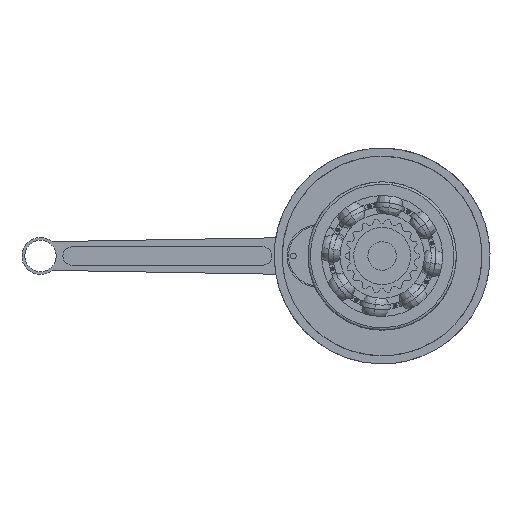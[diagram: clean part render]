
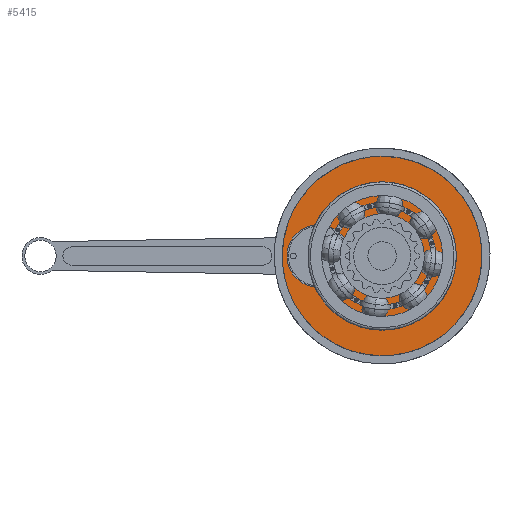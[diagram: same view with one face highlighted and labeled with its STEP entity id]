
A CAD part, left-side view. The second image highlights one B-rep face of the part: STEP entity #5415.
In plain terms, the highlighted free-form (B-spline) face has degree [1, 1] with [2, 2] control points.
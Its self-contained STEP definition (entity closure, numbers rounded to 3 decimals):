
#256 = VERTEX_POINT('',#257);
#257 = CARTESIAN_POINT('',(11.202,81.049,
    186.62));
#262 = EDGE_CURVE('',#263,#256,#265,.T.);
#263 = VERTEX_POINT('',#264);
#264 = CARTESIAN_POINT('',(11.202,81.049,
    162.373));
#265 = ( BOUNDED_CURVE() B_SPLINE_CURVE(2,(#266,#267,#268,#269,#270),
.UNSPECIFIED.,.F.,.F.) B_SPLINE_CURVE_WITH_KNOTS((3,2,3),(3.142,
4.712,6.283),.PIECEWISE_BEZIER_KNOTS.) CURVE() 
GEOMETRIC_REPRESENTATION_ITEM() RATIONAL_B_SPLINE_CURVE((1.,
0.707,1.,0.707,1.)) REPRESENTATION_ITEM('') );
#266 = CARTESIAN_POINT('',(11.202,81.049,
    162.373));
#267 = CARTESIAN_POINT('',(11.202,68.925,
    162.373));
#268 = CARTESIAN_POINT('',(11.202,68.925,
    174.497));
#269 = CARTESIAN_POINT('',(11.202,68.925,
    186.62));
#270 = CARTESIAN_POINT('',(11.202,81.049,
    186.62));
#301 = EDGE_CURVE('',#302,#304,#306,.T.);
#302 = VERTEX_POINT('',#303);
#303 = CARTESIAN_POINT('',(11.202,56.427,
    135.922));
#304 = VERTEX_POINT('',#305);
#305 = CARTESIAN_POINT('',(11.202,56.427,
    213.071));
#306 = ( BOUNDED_CURVE() B_SPLINE_CURVE(2,(#307,#308,#309,#310,#311),
.UNSPECIFIED.,.F.,.F.) B_SPLINE_CURVE_WITH_KNOTS((3,2,3),(0.,
1.571,3.142),.PIECEWISE_BEZIER_KNOTS.) CURVE() 
GEOMETRIC_REPRESENTATION_ITEM() RATIONAL_B_SPLINE_CURVE((1.,
0.707,1.,0.707,1.)) REPRESENTATION_ITEM('') );
#307 = CARTESIAN_POINT('',(11.202,56.427,
    135.922));
#308 = CARTESIAN_POINT('',(11.202,95.002,
    135.922));
#309 = CARTESIAN_POINT('',(11.202,95.002,
    174.497));
#310 = CARTESIAN_POINT('',(11.202,95.002,
    213.071));
#311 = CARTESIAN_POINT('',(11.202,56.427,
    213.071));
#1340 = VERTEX_POINT('',#1341);
#1341 = CARTESIAN_POINT('',(11.202,56.427,
    185.518));
#1346 = EDGE_CURVE('',#1347,#1340,#1349,.T.);
#1347 = VERTEX_POINT('',#1348);
#1348 = CARTESIAN_POINT('',(11.202,56.427,
    163.475));
#1349 = ( BOUNDED_CURVE() B_SPLINE_CURVE(2,(#1350,#1351,#1352,#1353,
#1354),.UNSPECIFIED.,.F.,.F.) B_SPLINE_CURVE_WITH_KNOTS((3,2,3),(
    3.142,4.712,6.283),
.PIECEWISE_BEZIER_KNOTS.) CURVE() GEOMETRIC_REPRESENTATION_ITEM() 
RATIONAL_B_SPLINE_CURVE((1.,0.707,1.,0.707,1.)) 
REPRESENTATION_ITEM('') );
#1350 = CARTESIAN_POINT('',(11.202,56.427,
    163.475));
#1351 = CARTESIAN_POINT('',(11.202,67.449,
    163.475));
#1352 = CARTESIAN_POINT('',(11.202,67.449,
    174.497));
#1353 = CARTESIAN_POINT('',(11.202,67.449,
    185.518));
#1354 = CARTESIAN_POINT('',(11.202,56.427,
    185.518));
#1385 = EDGE_CURVE('',#1340,#1347,#1386,.T.);
#1386 = ( BOUNDED_CURVE() B_SPLINE_CURVE(2,(#1387,#1388,#1389,#1390,
#1391),.UNSPECIFIED.,.F.,.F.) B_SPLINE_CURVE_WITH_KNOTS((3,2,3),(0.,
1.571,3.142),.PIECEWISE_BEZIER_KNOTS.) CURVE() 
GEOMETRIC_REPRESENTATION_ITEM() RATIONAL_B_SPLINE_CURVE((1.,
0.707,1.,0.707,1.)) REPRESENTATION_ITEM('') );
#1387 = CARTESIAN_POINT('',(11.202,56.427,
    185.518));
#1388 = CARTESIAN_POINT('',(11.202,45.406,
    185.518));
#1389 = CARTESIAN_POINT('',(11.202,45.406,
    174.497));
#1390 = CARTESIAN_POINT('',(11.202,45.406,
    163.475));
#1391 = CARTESIAN_POINT('',(11.202,56.427,
    163.475));
#5395 = EDGE_CURVE('',#304,#302,#5396,.T.);
#5396 = ( BOUNDED_CURVE() B_SPLINE_CURVE(2,(#5397,#5398,#5399,#5400,
#5401),.UNSPECIFIED.,.F.,.F.) B_SPLINE_CURVE_WITH_KNOTS((3,2,3),(
    3.142,4.712,6.283),
.PIECEWISE_BEZIER_KNOTS.) CURVE() GEOMETRIC_REPRESENTATION_ITEM() 
RATIONAL_B_SPLINE_CURVE((1.,0.707,1.,0.707,1.)) 
REPRESENTATION_ITEM('') );
#5397 = CARTESIAN_POINT('',(11.202,56.427,
    213.071));
#5398 = CARTESIAN_POINT('',(11.202,17.852,
    213.071));
#5399 = CARTESIAN_POINT('',(11.202,17.852,
    174.497));
#5400 = CARTESIAN_POINT('',(11.202,17.852,
    135.922));
#5401 = CARTESIAN_POINT('',(11.202,56.427,
    135.922));
#5415 = ADVANCED_FACE('',(#5416,#5427,#5431),#5435,.T.);
#5416 = FACE_BOUND('',#5417,.T.);
#5417 = EDGE_LOOP('',(#5418,#5426));
#5418 = ORIENTED_EDGE('',*,*,#5419,.F.);
#5419 = EDGE_CURVE('',#256,#263,#5420,.T.);
#5420 = ( BOUNDED_CURVE() B_SPLINE_CURVE(2,(#5421,#5422,#5423,#5424,
#5425),.UNSPECIFIED.,.F.,.F.) B_SPLINE_CURVE_WITH_KNOTS((3,2,3),(0.,
1.571,3.142),.PIECEWISE_BEZIER_KNOTS.) CURVE() 
GEOMETRIC_REPRESENTATION_ITEM() RATIONAL_B_SPLINE_CURVE((1.,
0.707,1.,0.707,1.)) REPRESENTATION_ITEM('') );
#5421 = CARTESIAN_POINT('',(11.202,81.049,
    186.62));
#5422 = CARTESIAN_POINT('',(11.202,93.172,
    186.62));
#5423 = CARTESIAN_POINT('',(11.202,93.172,
    174.497));
#5424 = CARTESIAN_POINT('',(11.202,93.172,
    162.373));
#5425 = CARTESIAN_POINT('',(11.202,81.049,
    162.373));
#5426 = ORIENTED_EDGE('',*,*,#262,.F.);
#5427 = FACE_BOUND('',#5428,.T.);
#5428 = EDGE_LOOP('',(#5429,#5430));
#5429 = ORIENTED_EDGE('',*,*,#1346,.T.);
#5430 = ORIENTED_EDGE('',*,*,#1385,.T.);
#5431 = FACE_BOUND('',#5432,.T.);
#5432 = EDGE_LOOP('',(#5433,#5434));
#5433 = ORIENTED_EDGE('',*,*,#301,.F.);
#5434 = ORIENTED_EDGE('',*,*,#5395,.F.);
#5435 = B_SPLINE_SURFACE_WITH_KNOTS('',1,1,(
    (#5436,#5437)
    ,(#5438,#5439
    )),.UNSPECIFIED.,.F.,.F.,.F.,(2,2),(2,2),(-35.,35.),(-35.,35.),
  .PIECEWISE_BEZIER_KNOTS.);
#5436 = CARTESIAN_POINT('',(11.202,95.002,
    213.071));
#5437 = CARTESIAN_POINT('',(11.202,17.852,
    213.071));
#5438 = CARTESIAN_POINT('',(11.202,95.002,
    135.922));
#5439 = CARTESIAN_POINT('',(11.202,17.852,
    135.922));
